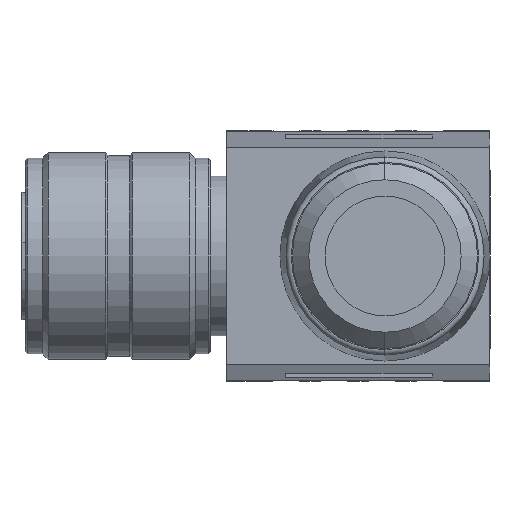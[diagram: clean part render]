
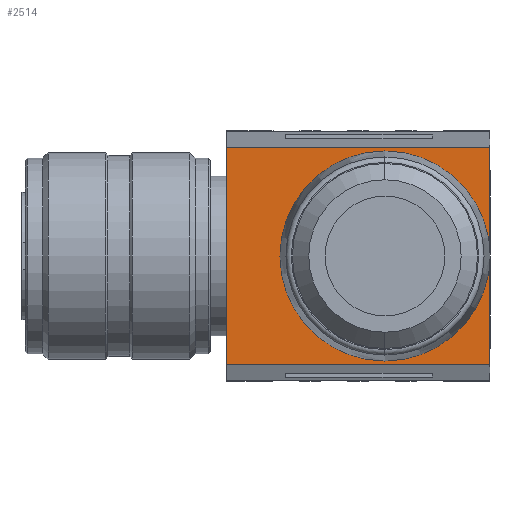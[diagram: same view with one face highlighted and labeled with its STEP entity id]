
A CAD part, left-side view. The second image highlights one B-rep face of the part: STEP entity #2514.
In plain terms, the highlighted planar face has unit normal (-1, 0, 0).
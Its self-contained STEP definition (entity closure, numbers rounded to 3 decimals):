
#98 = CARTESIAN_POINT ( 'NONE',  ( -12.5, -16.05, 0. ) ) ;
#155 = VERTEX_POINT ( 'NONE', #3211 ) ;
#250 = CARTESIAN_POINT ( 'NONE',  ( -12.5, -16.05, 0. ) ) ;
#342 = VERTEX_POINT ( 'NONE', #4941 ) ;
#468 = LINE ( 'NONE', #606, #4952 ) ;
#504 = DIRECTION ( 'NONE',  ( 0., -1., 0. ) ) ;
#606 = CARTESIAN_POINT ( 'NONE',  ( -12.5, -25.7, 10. ) ) ;
#638 = VECTOR ( 'NONE', #2026, 1000. ) ;
#687 = EDGE_CURVE ( 'NONE', #1642, #1532, #1807, .T. ) ;
#718 = VECTOR ( 'NONE', #1586, 1000. ) ;
#784 = CARTESIAN_POINT ( 'NONE',  ( -12.5, -1.5, -10. ) ) ;
#793 = VECTOR ( 'NONE', #1711, 1000. ) ;
#804 = EDGE_CURVE ( 'NONE', #1642, #342, #4014, .T. ) ;
#842 = AXIS2_PLACEMENT_3D ( 'NONE', #3239, #1611, #2887 ) ;
#980 = ORIENTED_EDGE ( 'NONE', *, *, #4530, .T. ) ;
#1037 = ORIENTED_EDGE ( 'NONE', *, *, #804, .T. ) ;
#1091 = EDGE_CURVE ( 'NONE', #342, #2782, #1741, .T. ) ;
#1417 = CIRCLE ( 'NONE', #4928, 9.65 ) ;
#1462 = EDGE_CURVE ( 'NONE', #4368, #342, #1417, .T. ) ;
#1492 = DIRECTION ( 'NONE',  ( 0., 0., -1. ) ) ;
#1532 = VERTEX_POINT ( 'NONE', #784 ) ;
#1582 = EDGE_LOOP ( 'NONE', ( #2810, #2395, #980, #4497, #2429, #1037, #2401, #3482 ) ) ;
#1586 = DIRECTION ( 'NONE',  ( 0., 0., 1. ) ) ;
#1611 = DIRECTION ( 'NONE',  ( -1., 0., 0. ) ) ;
#1642 = VERTEX_POINT ( 'NONE', #3052 ) ;
#1690 = CARTESIAN_POINT ( 'NONE',  ( -12.5, -25.7, 10. ) ) ;
#1711 = DIRECTION ( 'NONE',  ( 0., 0., 1. ) ) ;
#1741 = CIRCLE ( 'NONE', #1891, 9.65 ) ;
#1807 = LINE ( 'NONE', #4252, #3763 ) ;
#1891 = AXIS2_PLACEMENT_3D ( 'NONE', #98, #2572, #504 ) ;
#2026 = DIRECTION ( 'NONE',  ( 0., 0., 1. ) ) ;
#2059 = AXIS2_PLACEMENT_3D ( 'NONE', #250, #5195, #1492 ) ;
#2063 = LINE ( 'NONE', #3760, #793 ) ;
#2192 = DIRECTION ( 'NONE',  ( 0., 1., 0. ) ) ;
#2395 = ORIENTED_EDGE ( 'NONE', *, *, #3270, .T. ) ;
#2401 = ORIENTED_EDGE ( 'NONE', *, *, #1091, .T. ) ;
#2429 = ORIENTED_EDGE ( 'NONE', *, *, #687, .F. ) ;
#2514 = ADVANCED_FACE ( 'NONE', ( #4593 ), #3673, .T. ) ;
#2572 = DIRECTION ( 'NONE',  ( 1., 0., 0. ) ) ;
#2704 = DIRECTION ( 'NONE',  ( 0., 1., 0. ) ) ;
#2782 = VERTEX_POINT ( 'NONE', #5272 ) ;
#2810 = ORIENTED_EDGE ( 'NONE', *, *, #1462, .T. ) ;
#2887 = DIRECTION ( 'NONE',  ( 0., 0., 1. ) ) ;
#3052 = CARTESIAN_POINT ( 'NONE',  ( -12.5, -25.7, -10. ) ) ;
#3211 = CARTESIAN_POINT ( 'NONE',  ( -12.5, -1.5, 10. ) ) ;
#3239 = CARTESIAN_POINT ( 'NONE',  ( -12.5, -25.7, -10. ) ) ;
#3270 = EDGE_CURVE ( 'NONE', #342, #4407, #4249, .T. ) ;
#3282 = CIRCLE ( 'NONE', #2059, 9.65 ) ;
#3482 = ORIENTED_EDGE ( 'NONE', *, *, #3601, .T. ) ;
#3601 = EDGE_CURVE ( 'NONE', #2782, #4368, #3282, .T. ) ;
#3655 = DIRECTION ( 'NONE',  ( 1., 0., 0. ) ) ;
#3673 = PLANE ( 'NONE',  #842 ) ;
#3760 = CARTESIAN_POINT ( 'NONE',  ( -12.5, -1.5, -10. ) ) ;
#3763 = VECTOR ( 'NONE', #2192, 1000. ) ;
#4014 = LINE ( 'NONE', #4036, #718 ) ;
#4036 = CARTESIAN_POINT ( 'NONE',  ( -12.5, -25.7, -10. ) ) ;
#4249 = LINE ( 'NONE', #4999, #638 ) ;
#4252 = CARTESIAN_POINT ( 'NONE',  ( -12.5, -25.7, -10. ) ) ;
#4368 = VERTEX_POINT ( 'NONE', #5025 ) ;
#4407 = VERTEX_POINT ( 'NONE', #1690 ) ;
#4487 = DIRECTION ( 'NONE',  ( 0., 0., 1. ) ) ;
#4497 = ORIENTED_EDGE ( 'NONE', *, *, #5164, .F. ) ;
#4530 = EDGE_CURVE ( 'NONE', #4407, #155, #468, .T. ) ;
#4593 = FACE_OUTER_BOUND ( 'NONE', #1582, .T. ) ;
#4928 = AXIS2_PLACEMENT_3D ( 'NONE', #5335, #3655, #4487 ) ;
#4941 = CARTESIAN_POINT ( 'NONE',  ( -12.5, -25.7, 0. ) ) ;
#4952 = VECTOR ( 'NONE', #2704, 1000. ) ;
#4999 = CARTESIAN_POINT ( 'NONE',  ( -12.5, -25.7, 0. ) ) ;
#5025 = CARTESIAN_POINT ( 'NONE',  ( -12.5, -16.05, 9.65 ) ) ;
#5164 = EDGE_CURVE ( 'NONE', #1532, #155, #2063, .T. ) ;
#5195 = DIRECTION ( 'NONE',  ( 1., 0., 0. ) ) ;
#5272 = CARTESIAN_POINT ( 'NONE',  ( -12.5, -16.05, -9.65 ) ) ;
#5335 = CARTESIAN_POINT ( 'NONE',  ( -12.5, -16.05, 0. ) ) ;
